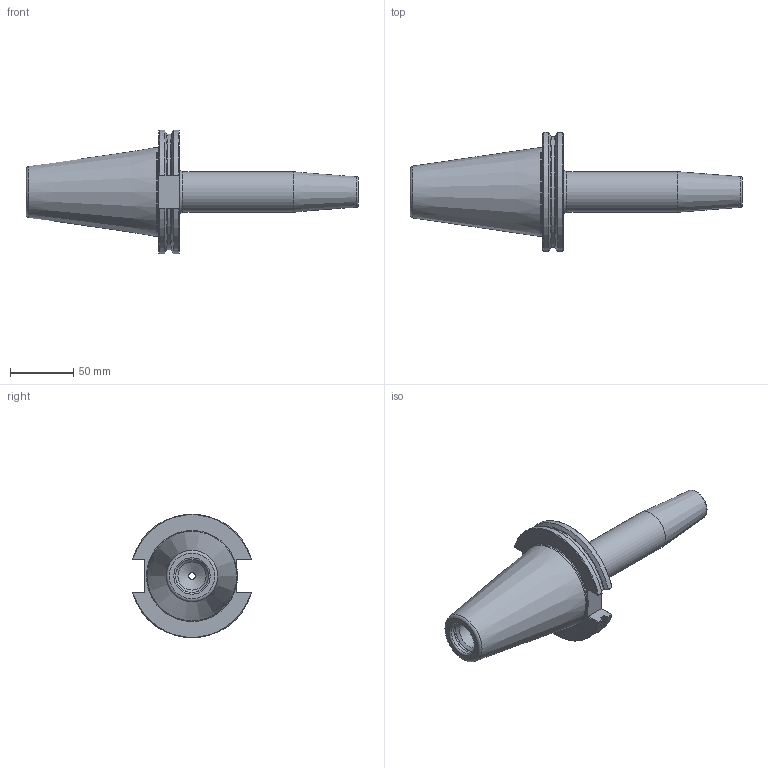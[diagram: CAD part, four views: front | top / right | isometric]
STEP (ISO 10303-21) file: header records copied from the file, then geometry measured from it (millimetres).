
FILE_DESCRIPTION(/* description */ (''),/* implementation_level */ '2;1');
FILE_NAME(/* name */ 'CAT50-SDM10-160.stp',/* time_stamp */ '2019-06-21T12:05:38-05:00',/* author */ ('ldfli'),/* organization */ (''),/* preprocessor_version */ 'ST-DEVELOPER v18',/* originating_system */ 'Autodesk Inventor LT',/* authorisation */ '');
FILE_SCHEMA (('AUTOMOTIVE_DESIGN { 1 0 10303 214 3 1 1 }'));
Length unit declared in the file: millimetre
Products named in the file (1): CAT50-SDM10-160
Bounding box: 261.62 x 93.8 x 97.14 mm (x, y, z)
Volume: 438537.6 mm3; surface area: 56737.6 mm2
Topology: 1 solids, 1 shells, 73 faces, 214 edges, 148 vertices
Faces by surface type: plane 31, cone 16, cylinder 16, torus 10
Full cylindrical faces by diameter (mm): 6 x1, 6.647 x1, 10 x2, 11 x1, 22.225 x1, 26.2 x1, 26.7 x1, 32 x1, 70.2 x1
Entity records: 2543 total; most frequent: CARTESIAN_POINT 556, ORIENTED_EDGE 428, DIRECTION 416, EDGE_CURVE 214, AXIS2_PLACEMENT_3D 168, VERTEX_POINT 148, CIRCLE 94, EDGE_LOOP 80
